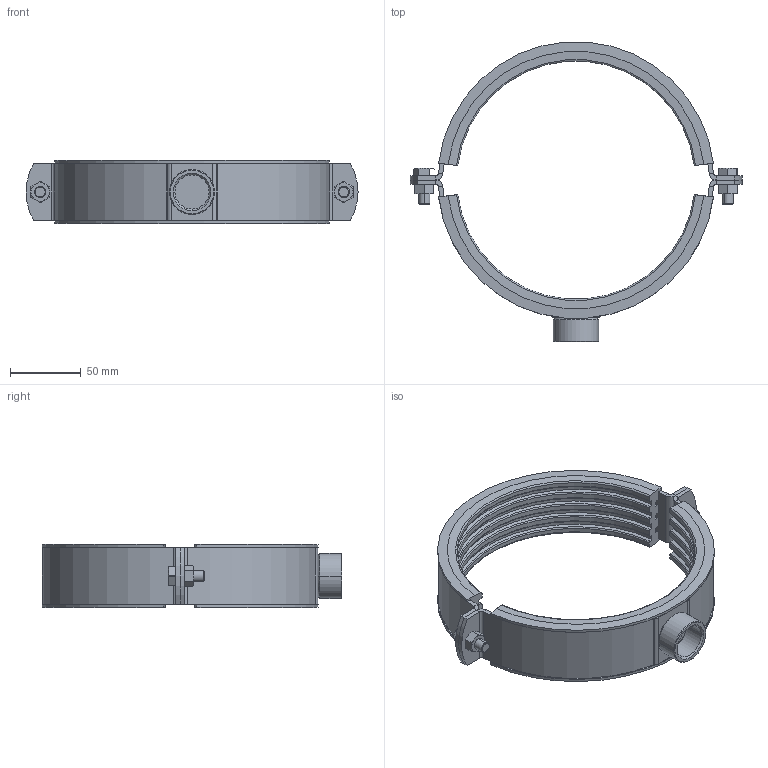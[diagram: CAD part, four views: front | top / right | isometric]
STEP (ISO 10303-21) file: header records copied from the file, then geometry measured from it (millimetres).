
FILE_DESCRIPTION (( 'STEP AP214' ), '1' );
FILE_NAME ('51.860K.STEP', '2024-03-25T13:36:16', ( '' ), ( '' ), 'SwSTEP 2.0', 'SolidWorks 2023', '' );
FILE_SCHEMA (( 'AUTOMOTIVE_DESIGN' ));
Length unit declared in the file: millimetre
Products named in the file (1): 51.860K
Bounding box: 234 x 211.25 x 45 mm (x, y, z)
Surface area: 120955.7 mm2 (no closed solid volume)
Topology: 0 solids, 13 shells, 219 faces, 631 edges, 408 vertices
Faces by surface type: cone 76, plane 67, cylinder 56, torus 20
Entity records: 7354 total; most frequent: CARTESIAN_POINT 1609, DIRECTION 1287, ORIENTED_EDGE 1077, EDGE_CURVE 631, AXIS2_PLACEMENT_3D 494, VERTEX_POINT 408, VECTOR 299, LINE 299
